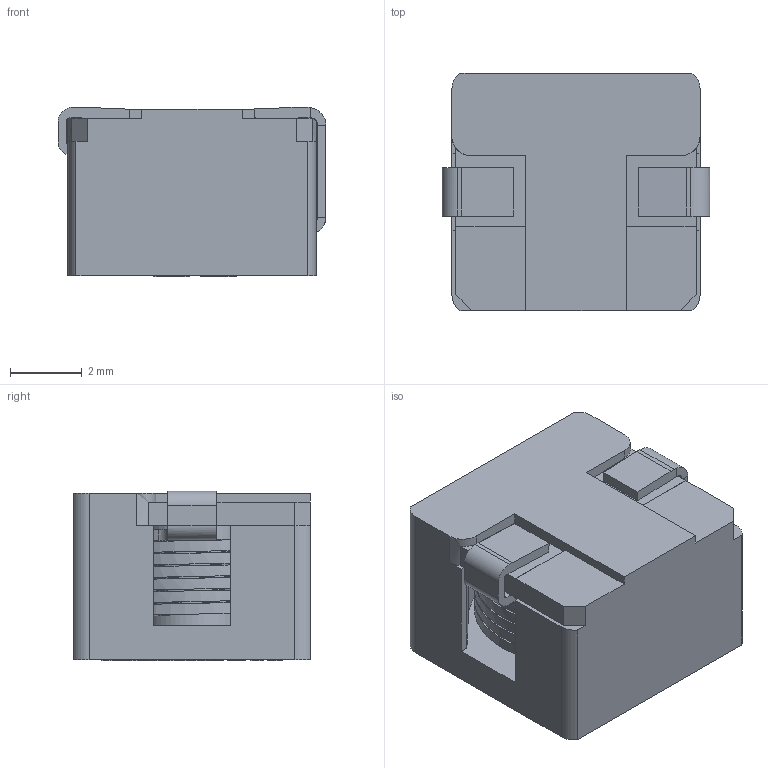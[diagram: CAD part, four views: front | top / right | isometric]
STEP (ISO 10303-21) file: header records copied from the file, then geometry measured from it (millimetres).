
FILE_DESCRIPTION(/* description */ ('Unknown'),/* implementation_level */ '2;1');
FILE_NAME(/* name */ 'HM73-12XXXLF',/* time_stamp */ '2021-12-21T11:30:52+08:00',/* author */ ('Unknown'),/* organization */ ('Unknown'),/* preprocessor_version */ 'ST-DEVELOPER v16.7',/* originating_system */ 'Solid Edge',/* authorisation */ 'Unknown');
FILE_SCHEMA (('AUTOMOTIVE_DESIGN {1 0 10303 214 3 1 1}'));
Length unit declared in the file: millimetre
Products named in the file (1): HM73-12
Bounding box: 7.47 x 6.6 x 4.74 mm (x, y, z)
Volume: 180.2 mm3; surface area: 646.9 mm2
Topology: 2 solids, 2 shells, 229 faces, 608 edges, 395 vertices
Faces by surface type: plane 177, bspline 52
Entity records: 10149 total; most frequent: CARTESIAN_POINT 3508, ORIENTED_EDGE 1210, DIRECTION 727, EDGE_CURVE 605, VERTEX_POINT 395, LINE 371, VECTOR 371, EDGE_LOOP 252
